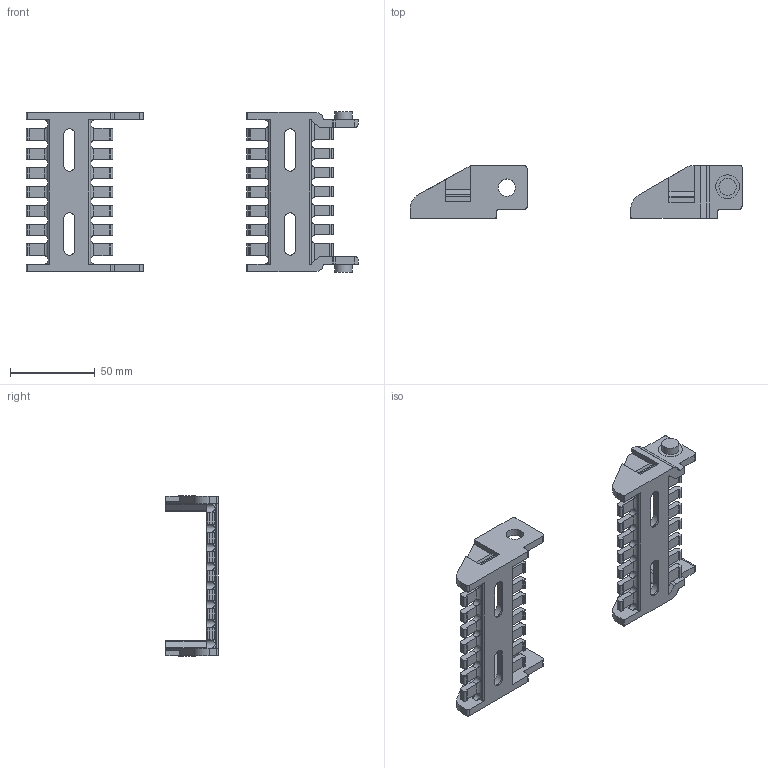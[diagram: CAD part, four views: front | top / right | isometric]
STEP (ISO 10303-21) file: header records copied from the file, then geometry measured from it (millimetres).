
FILE_DESCRIPTION (( 'STEP AP214' ), '1' );
FILE_NAME ('CDC-KAZ-10X30.STEP', '2025-04-03T17:44:45', ( '' ), ( '' ), 'SwSTEP 2.0', 'SolidWorks 2024', '' );
FILE_SCHEMA (( 'AUTOMOTIVE_DESIGN' ));
Length unit declared in the file: millimetre
Products named in the file (1): CDC-KAZ-10X30
Bounding box: 195.5 x 31 x 94.4 mm (x, y, z)
Volume: 57043 mm3; surface area: 35247.5 mm2
Topology: 2 solids, 2 shells, 547 faces, 1629 edges, 1066 vertices
Faces by surface type: plane 282, cylinder 237, sphere 28
Full cylindrical faces by diameter (mm): 10.1 x2, 10.2 x2, 14 x2
Entity records: 21453 total; most frequent: CARTESIAN_POINT 6849, ORIENTED_EDGE 3134, DIRECTION 3003, EDGE_CURVE 1567, VERTEX_POINT 1038, LINE 1035, VECTOR 1035, AXIS2_PLACEMENT_3D 984
